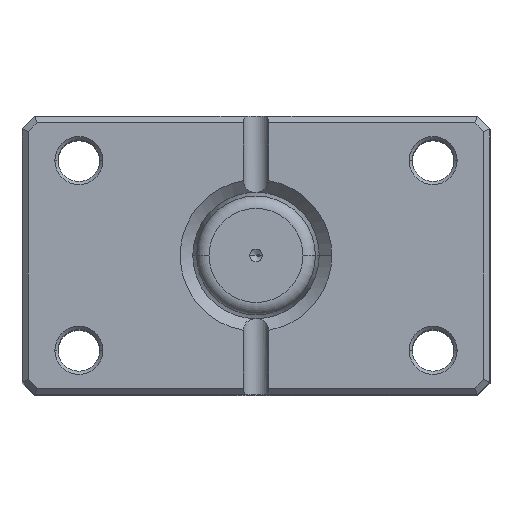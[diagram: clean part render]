
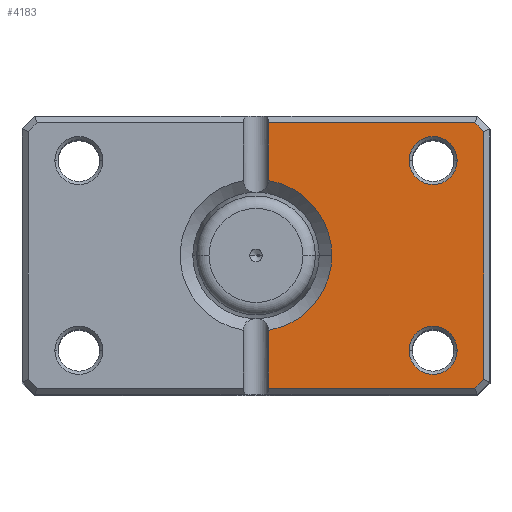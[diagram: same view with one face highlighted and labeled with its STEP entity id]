
A CAD part, top view. The second image highlights one B-rep face of the part: STEP entity #4183.
In plain terms, the highlighted face is planar.
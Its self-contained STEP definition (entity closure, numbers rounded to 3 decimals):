
#51 = VERTEX_POINT ( 'NONE', #1863 ) ;
#107 = EDGE_CURVE ( 'NONE', #994, #4415, #2150, .T. ) ;
#301 = VECTOR ( 'NONE', #1629, 1000. ) ;
#305 = AXIS2_PLACEMENT_3D ( 'NONE', #5621, #5687, #5584 ) ;
#339 = EDGE_CURVE ( 'NONE', #1634, #3625, #3648, .T. ) ;
#474 = DIRECTION ( 'NONE',  ( 1., 0., 0. ) ) ;
#490 = EDGE_CURVE ( 'NONE', #3975, #4881, #1205, .T. ) ;
#502 = CARTESIAN_POINT ( 'NONE',  ( -28., 15., 0. ) ) ;
#577 = ORIENTED_EDGE ( 'NONE', *, *, #4367, .T. ) ;
#656 = DIRECTION ( 'NONE',  ( 0., 0., 1. ) ) ;
#713 = CARTESIAN_POINT ( 'NONE',  ( -36., 0., 0. ) ) ;
#722 = DIRECTION ( 'NONE',  ( 0., 0., 1. ) ) ;
#876 = ORIENTED_EDGE ( 'NONE', *, *, #4879, .T. ) ;
#963 = CARTESIAN_POINT ( 'NONE',  ( -2., 11.832, 0. ) ) ;
#965 = EDGE_CURVE ( 'NONE', #4415, #2497, #4133, .T. ) ;
#994 = VERTEX_POINT ( 'NONE', #5704 ) ;
#1002 = DIRECTION ( 'NONE',  ( 1., 0., 0. ) ) ;
#1025 = AXIS2_PLACEMENT_3D ( 'NONE', #3322, #5294, #474 ) ;
#1064 = CIRCLE ( 'NONE', #4769, 3.8 ) ;
#1110 = ORIENTED_EDGE ( 'NONE', *, *, #3933, .T. ) ;
#1205 = CIRCLE ( 'NONE', #305, 3.8 ) ;
#1212 = VERTEX_POINT ( 'NONE', #2243 ) ;
#1232 = DIRECTION ( 'NONE',  ( -1., 0., 0. ) ) ;
#1534 = CARTESIAN_POINT ( 'NONE',  ( -2., 21., 0. ) ) ;
#1581 = ORIENTED_EDGE ( 'NONE', *, *, #4364, .T. ) ;
#1629 = DIRECTION ( 'NONE',  ( 0., 1., 0. ) ) ;
#1634 = VERTEX_POINT ( 'NONE', #1534 ) ;
#1641 = CARTESIAN_POINT ( 'NONE',  ( -28., -15., 0. ) ) ;
#1681 = CARTESIAN_POINT ( 'NONE',  ( -24.2, -15., 0. ) ) ;
#1824 = EDGE_CURVE ( 'NONE', #3413, #1212, #3352, .T. ) ;
#1863 = CARTESIAN_POINT ( 'NONE',  ( -2., -21., 0. ) ) ;
#1967 = LINE ( 'NONE', #2128, #4540 ) ;
#1972 = CIRCLE ( 'NONE', #5039, 12. ) ;
#2046 = CARTESIAN_POINT ( 'NONE',  ( -24.2, 15., 0. ) ) ;
#2056 = VERTEX_POINT ( 'NONE', #2046 ) ;
#2114 = DIRECTION ( 'NONE',  ( 1., 0., 0. ) ) ;
#2115 = DIRECTION ( 'NONE',  ( 0., 0., 1. ) ) ;
#2128 = CARTESIAN_POINT ( 'NONE',  ( -27.793, 27.793, 0. ) ) ;
#2150 = LINE ( 'NONE', #2807, #3277 ) ;
#2172 = CIRCLE ( 'NONE', #5756, 3.8 ) ;
#2223 = LINE ( 'NONE', #4103, #2365 ) ;
#2240 = VECTOR ( 'NONE', #3097, 1000. ) ;
#2243 = CARTESIAN_POINT ( 'NONE',  ( -2., -11.832, 0. ) ) ;
#2302 = EDGE_LOOP ( 'NONE', ( #1581, #4704 ) ) ;
#2365 = VECTOR ( 'NONE', #1232, 1000. ) ;
#2410 = AXIS2_PLACEMENT_3D ( 'NONE', #3512, #656, #4004 ) ;
#2497 = VERTEX_POINT ( 'NONE', #5444 ) ;
#2559 = ORIENTED_EDGE ( 'NONE', *, *, #2740, .T. ) ;
#2574 = DIRECTION ( 'NONE',  ( 0., -1., 0. ) ) ;
#2600 = CARTESIAN_POINT ( 'NONE',  ( 0., 21., 0. ) ) ;
#2638 = ORIENTED_EDGE ( 'NONE', *, *, #6109, .T. ) ;
#2678 = FACE_BOUND ( 'NONE', #3566, .T. ) ;
#2740 = EDGE_CURVE ( 'NONE', #2497, #3562, #1967, .T. ) ;
#2807 = CARTESIAN_POINT ( 'NONE',  ( -27.793, -27.793, 0. ) ) ;
#2827 = PLANE ( 'NONE',  #1025 ) ;
#3005 = EDGE_CURVE ( 'NONE', #5987, #2056, #2172, .T. ) ;
#3097 = DIRECTION ( 'NONE',  ( 1., 0., 0. ) ) ;
#3105 = DIRECTION ( 'NONE',  ( -0.707, 0.707, 0. ) ) ;
#3277 = VECTOR ( 'NONE', #3105, 1000. ) ;
#3322 = CARTESIAN_POINT ( 'NONE',  ( 0., 0., 0. ) ) ;
#3352 = CIRCLE ( 'NONE', #3914, 12. ) ;
#3405 = CARTESIAN_POINT ( 'NONE',  ( -31.8, 15., 0. ) ) ;
#3413 = VERTEX_POINT ( 'NONE', #5125 ) ;
#3438 = VECTOR ( 'NONE', #2574, 1000. ) ;
#3512 = CARTESIAN_POINT ( 'NONE',  ( -28., 15., 0. ) ) ;
#3562 = VERTEX_POINT ( 'NONE', #4304 ) ;
#3566 = EDGE_LOOP ( 'NONE', ( #4551, #5420 ) ) ;
#3569 = CARTESIAN_POINT ( 'NONE',  ( 0., 0., 0. ) ) ;
#3607 = CARTESIAN_POINT ( 'NONE',  ( -31.8, -15., 0. ) ) ;
#3625 = VERTEX_POINT ( 'NONE', #963 ) ;
#3648 = LINE ( 'NONE', #4228, #4661 ) ;
#3669 = LINE ( 'NONE', #2600, #2240 ) ;
#3783 = EDGE_LOOP ( 'NONE', ( #4945, #2638, #6275, #577, #876, #4785, #4184, #2559, #1110 ) ) ;
#3842 = DIRECTION ( 'NONE',  ( 0., 0., 1. ) ) ;
#3914 = AXIS2_PLACEMENT_3D ( 'NONE', #4633, #2115, #4680 ) ;
#3933 = EDGE_CURVE ( 'NONE', #3562, #1634, #3669, .T. ) ;
#3975 = VERTEX_POINT ( 'NONE', #1681 ) ;
#3985 = FACE_OUTER_BOUND ( 'NONE', #3783, .T. ) ;
#4004 = DIRECTION ( 'NONE',  ( 1., 0., 0. ) ) ;
#4074 = DIRECTION ( 'NONE',  ( 1., 0., 0. ) ) ;
#4103 = CARTESIAN_POINT ( 'NONE',  ( 0., -21., 0. ) ) ;
#4133 = LINE ( 'NONE', #713, #301 ) ;
#4139 = FACE_BOUND ( 'NONE', #2302, .T. ) ;
#4183 = ADVANCED_FACE ( 'NONE', ( #4139, #2678, #3985 ), #2827, .F. ) ;
#4184 = ORIENTED_EDGE ( 'NONE', *, *, #965, .T. ) ;
#4228 = CARTESIAN_POINT ( 'NONE',  ( -2., 22., 0. ) ) ;
#4235 = DIRECTION ( 'NONE',  ( 0., -1., 0. ) ) ;
#4304 = CARTESIAN_POINT ( 'NONE',  ( -34.586, 21., 0. ) ) ;
#4364 = EDGE_CURVE ( 'NONE', #4881, #3975, #1064, .T. ) ;
#4367 = EDGE_CURVE ( 'NONE', #1212, #51, #4750, .T. ) ;
#4415 = VERTEX_POINT ( 'NONE', #5568 ) ;
#4535 = CARTESIAN_POINT ( 'NONE',  ( -2., 22., 0. ) ) ;
#4540 = VECTOR ( 'NONE', #4547, 1000. ) ;
#4547 = DIRECTION ( 'NONE',  ( 0.707, 0.707, 0. ) ) ;
#4551 = ORIENTED_EDGE ( 'NONE', *, *, #3005, .T. ) ;
#4633 = CARTESIAN_POINT ( 'NONE',  ( 0., 0., 0. ) ) ;
#4661 = VECTOR ( 'NONE', #4235, 1000. ) ;
#4680 = DIRECTION ( 'NONE',  ( 1., 0., 0. ) ) ;
#4704 = ORIENTED_EDGE ( 'NONE', *, *, #490, .T. ) ;
#4750 = LINE ( 'NONE', #4535, #3438 ) ;
#4769 = AXIS2_PLACEMENT_3D ( 'NONE', #1641, #5018, #2114 ) ;
#4771 = EDGE_CURVE ( 'NONE', #2056, #5987, #5596, .T. ) ;
#4785 = ORIENTED_EDGE ( 'NONE', *, *, #107, .T. ) ;
#4879 = EDGE_CURVE ( 'NONE', #51, #994, #2223, .T. ) ;
#4881 = VERTEX_POINT ( 'NONE', #3607 ) ;
#4945 = ORIENTED_EDGE ( 'NONE', *, *, #339, .T. ) ;
#5018 = DIRECTION ( 'NONE',  ( 0., 0., 1. ) ) ;
#5039 = AXIS2_PLACEMENT_3D ( 'NONE', #3569, #722, #4074 ) ;
#5125 = CARTESIAN_POINT ( 'NONE',  ( -12., 0., 0. ) ) ;
#5294 = DIRECTION ( 'NONE',  ( 0., 0., 1. ) ) ;
#5420 = ORIENTED_EDGE ( 'NONE', *, *, #4771, .T. ) ;
#5444 = CARTESIAN_POINT ( 'NONE',  ( -36., 19.586, 0. ) ) ;
#5568 = CARTESIAN_POINT ( 'NONE',  ( -36., -19.586, 0. ) ) ;
#5584 = DIRECTION ( 'NONE',  ( 1., 0., 0. ) ) ;
#5596 = CIRCLE ( 'NONE', #2410, 3.8 ) ;
#5621 = CARTESIAN_POINT ( 'NONE',  ( -28., -15., 0. ) ) ;
#5687 = DIRECTION ( 'NONE',  ( 0., 0., 1. ) ) ;
#5704 = CARTESIAN_POINT ( 'NONE',  ( -34.586, -21., 0. ) ) ;
#5756 = AXIS2_PLACEMENT_3D ( 'NONE', #502, #3842, #1002 ) ;
#5987 = VERTEX_POINT ( 'NONE', #3405 ) ;
#6109 = EDGE_CURVE ( 'NONE', #3625, #3413, #1972, .T. ) ;
#6275 = ORIENTED_EDGE ( 'NONE', *, *, #1824, .T. ) ;
